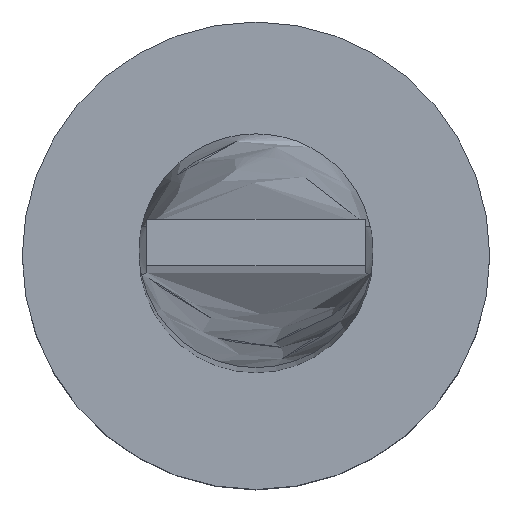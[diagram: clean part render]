
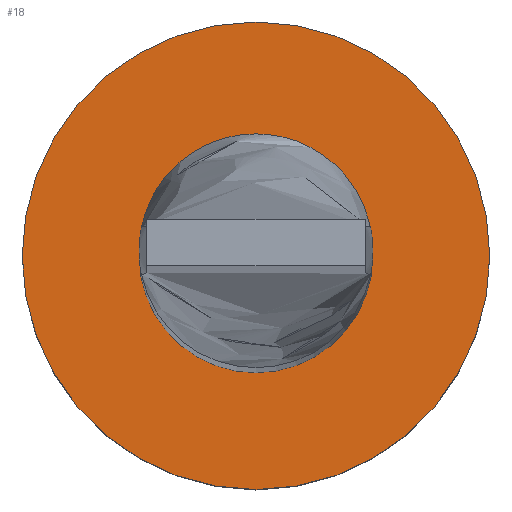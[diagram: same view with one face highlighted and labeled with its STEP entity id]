
A CAD part, top view. The second image highlights one B-rep face of the part: STEP entity #18.
In plain terms, the highlighted planar face has unit normal (0, 0, 1).
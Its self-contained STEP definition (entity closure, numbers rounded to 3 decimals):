
#18 = ADVANCED_FACE ( 'NONE', ( #70, #532 ), #136, .T. ) ;
#31 = DIRECTION ( 'NONE',  ( 0., 0., 1. ) ) ;
#38 = DIRECTION ( 'NONE',  ( 1., 0., 0. ) ) ;
#45 = ORIENTED_EDGE ( 'NONE', *, *, #455, .F. ) ;
#57 = ORIENTED_EDGE ( 'NONE', *, *, #155, .T. ) ;
#70 = FACE_BOUND ( 'NONE', #304, .T. ) ;
#77 = AXIS2_PLACEMENT_3D ( 'NONE', #540, #577, #38 ) ;
#86 = CIRCLE ( 'NONE', #179, 3. ) ;
#91 = DIRECTION ( 'NONE',  ( 0., 0., 1. ) ) ;
#105 = DIRECTION ( 'NONE',  ( 1., 0., 0. ) ) ;
#125 = CIRCLE ( 'NONE', #444, 1.5 ) ;
#136 = PLANE ( 'NONE',  #311 ) ;
#155 = EDGE_CURVE ( 'NONE', #156, #169, #556, .T. ) ;
#156 = VERTEX_POINT ( 'NONE', #233 ) ;
#169 = VERTEX_POINT ( 'NONE', #268 ) ;
#179 = AXIS2_PLACEMENT_3D ( 'NONE', #288, #91, #244 ) ;
#218 = DIRECTION ( 'NONE',  ( 1., 0., 0. ) ) ;
#220 = CARTESIAN_POINT ( 'NONE',  ( 0., 0., 3. ) ) ;
#226 = ORIENTED_EDGE ( 'NONE', *, *, #275, .F. ) ;
#233 = CARTESIAN_POINT ( 'NONE',  ( 3., 0., 3. ) ) ;
#240 = CARTESIAN_POINT ( 'NONE',  ( -1.5, 0., 3. ) ) ;
#244 = DIRECTION ( 'NONE',  ( 1., 0., 0. ) ) ;
#268 = CARTESIAN_POINT ( 'NONE',  ( -3., 0., 3. ) ) ;
#275 = EDGE_CURVE ( 'NONE', #390, #470, #125, .T. ) ;
#276 = EDGE_CURVE ( 'NONE', #169, #156, #86, .T. ) ;
#288 = CARTESIAN_POINT ( 'NONE',  ( 0., 0., 3. ) ) ;
#304 = EDGE_LOOP ( 'NONE', ( #45, #226 ) ) ;
#311 = AXIS2_PLACEMENT_3D ( 'NONE', #527, #471, #482 ) ;
#385 = EDGE_LOOP ( 'NONE', ( #530, #57 ) ) ;
#387 = AXIS2_PLACEMENT_3D ( 'NONE', #220, #31, #218 ) ;
#390 = VERTEX_POINT ( 'NONE', #391 ) ;
#391 = CARTESIAN_POINT ( 'NONE',  ( 1.5, 0., 3. ) ) ;
#444 = AXIS2_PLACEMENT_3D ( 'NONE', #512, #498, #105 ) ;
#455 = EDGE_CURVE ( 'NONE', #470, #390, #536, .T. ) ;
#470 = VERTEX_POINT ( 'NONE', #240 ) ;
#471 = DIRECTION ( 'NONE',  ( 0., 0., 1. ) ) ;
#482 = DIRECTION ( 'NONE',  ( 1., 0., 0. ) ) ;
#498 = DIRECTION ( 'NONE',  ( 0., 0., 1. ) ) ;
#512 = CARTESIAN_POINT ( 'NONE',  ( 0., 0., 3. ) ) ;
#527 = CARTESIAN_POINT ( 'NONE',  ( 0., 0., 3. ) ) ;
#530 = ORIENTED_EDGE ( 'NONE', *, *, #276, .T. ) ;
#532 = FACE_OUTER_BOUND ( 'NONE', #385, .T. ) ;
#536 = CIRCLE ( 'NONE', #387, 1.5 ) ;
#540 = CARTESIAN_POINT ( 'NONE',  ( 0., 0., 3. ) ) ;
#556 = CIRCLE ( 'NONE', #77, 3. ) ;
#577 = DIRECTION ( 'NONE',  ( 0., 0., 1. ) ) ;
